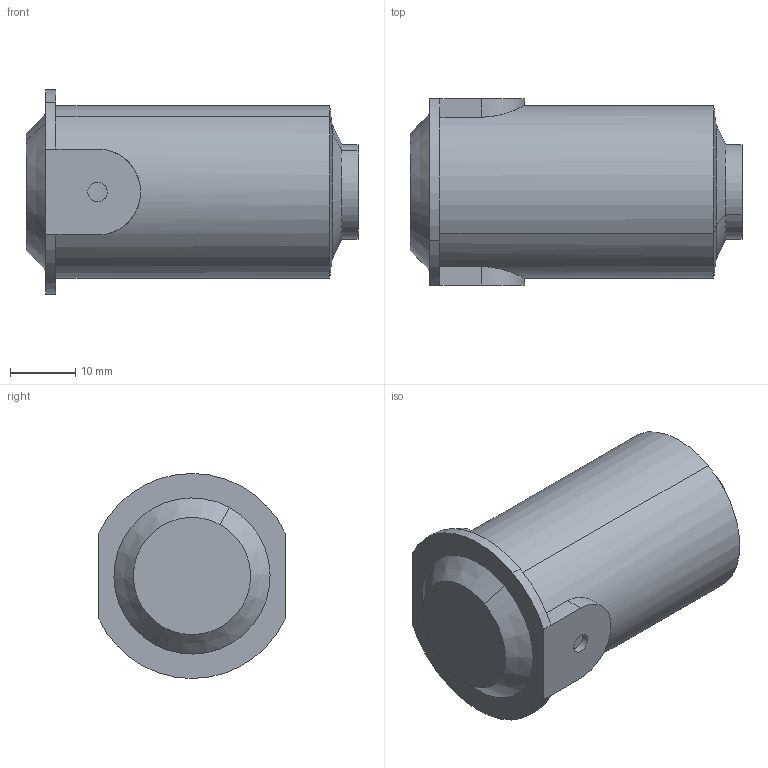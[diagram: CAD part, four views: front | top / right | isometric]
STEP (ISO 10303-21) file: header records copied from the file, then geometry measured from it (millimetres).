
FILE_DESCRIPTION(('CATIA V5 STEP Exchange'),'2;1');
FILE_NAME('Mirobot_Air_Spring_3.stp','2020-05-03T19:57:51+00:00',('none'),('none'),'CATIA Version 5-6 Release 2017 SP2 HF65','CATIA V5 STEP AP203 v0','none');
FILE_SCHEMA(('CONFIG_CONTROL_DESIGN'));
Length unit declared in the file: millimetre
Products named in the file (1): Mirobot_CAD
Bounding box: 51 x 28.6 x 31.5 mm (x, y, z)
Volume: 24001.9 mm3; surface area: 6900.9 mm2
Topology: 1 solids, 3 shells, 44 faces, 92 edges, 60 vertices
Faces by surface type: cylinder 25, plane 13, cone 6
Entity records: 1196 total; most frequent: CARTESIAN_POINT 340, ORIENTED_EDGE 184, DIRECTION 118, EDGE_CURVE 92, VERTEX_POINT 58, AXIS2_PLACEMENT_3D 56, EDGE_LOOP 48, VECTOR 44
